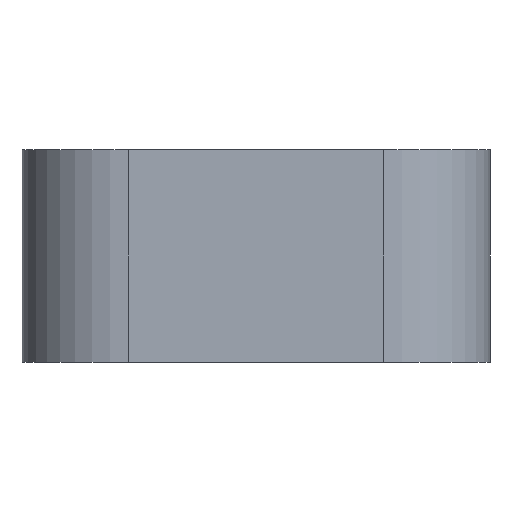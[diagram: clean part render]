
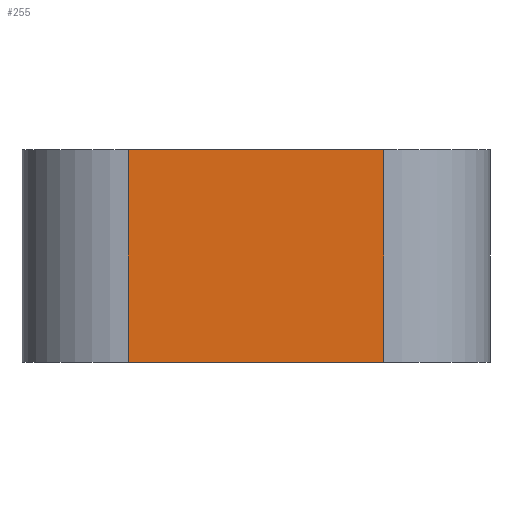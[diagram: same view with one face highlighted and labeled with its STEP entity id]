
A CAD part, front view. The second image highlights one B-rep face of the part: STEP entity #255.
In plain terms, the highlighted planar face has unit normal (0, -1, 0).
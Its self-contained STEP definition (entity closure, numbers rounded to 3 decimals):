
#37 = CARTESIAN_POINT ( 'NONE',  ( 5., 0., 10. ) ) ;
#90 = EDGE_CURVE ( 'NONE', #422, #779, #556, .T. ) ;
#94 = FACE_OUTER_BOUND ( 'NONE', #353, .T. ) ;
#129 = CARTESIAN_POINT ( 'NONE',  ( 5., 0., 10. ) ) ;
#207 = EDGE_CURVE ( 'NONE', #555, #779, #772, .T. ) ;
#209 = AXIS2_PLACEMENT_3D ( 'NONE', #229, #717, #367 ) ;
#221 = CARTESIAN_POINT ( 'NONE',  ( 5., 0., 0. ) ) ;
#229 = CARTESIAN_POINT ( 'NONE',  ( 5., 0., 10. ) ) ;
#238 = PLANE ( 'NONE',  #209 ) ;
#255 = ADVANCED_FACE ( 'NONE', ( #94 ), #238, .F. ) ;
#265 = CARTESIAN_POINT ( 'NONE',  ( 17., 0., 10. ) ) ;
#276 = DIRECTION ( 'NONE',  ( 0., 0., -1. ) ) ;
#277 = EDGE_CURVE ( 'NONE', #766, #422, #296, .T. ) ;
#295 = ORIENTED_EDGE ( 'NONE', *, *, #277, .F. ) ;
#296 = LINE ( 'NONE', #37, #447 ) ;
#302 = DIRECTION ( 'NONE',  ( 1., 0., 0. ) ) ;
#335 = CARTESIAN_POINT ( 'NONE',  ( 17., 0., 0. ) ) ;
#353 = EDGE_LOOP ( 'NONE', ( #699, #718, #295, #547 ) ) ;
#367 = DIRECTION ( 'NONE',  ( 0., 0., 1. ) ) ;
#380 = EDGE_CURVE ( 'NONE', #766, #555, #472, .T. ) ;
#422 = VERTEX_POINT ( 'NONE', #265 ) ;
#447 = VECTOR ( 'NONE', #642, 1000. ) ;
#472 = LINE ( 'NONE', #740, #771 ) ;
#547 = ORIENTED_EDGE ( 'NONE', *, *, #380, .T. ) ;
#555 = VERTEX_POINT ( 'NONE', #613 ) ;
#556 = LINE ( 'NONE', #638, #809 ) ;
#574 = VECTOR ( 'NONE', #302, 1000. ) ;
#613 = CARTESIAN_POINT ( 'NONE',  ( 5., 0., 0. ) ) ;
#638 = CARTESIAN_POINT ( 'NONE',  ( 17., 0., 10. ) ) ;
#642 = DIRECTION ( 'NONE',  ( 1., 0., 0. ) ) ;
#699 = ORIENTED_EDGE ( 'NONE', *, *, #207, .T. ) ;
#717 = DIRECTION ( 'NONE',  ( 0., 1., 0. ) ) ;
#718 = ORIENTED_EDGE ( 'NONE', *, *, #90, .F. ) ;
#738 = DIRECTION ( 'NONE',  ( 0., 0., -1. ) ) ;
#740 = CARTESIAN_POINT ( 'NONE',  ( 5., 0., 10. ) ) ;
#766 = VERTEX_POINT ( 'NONE', #129 ) ;
#771 = VECTOR ( 'NONE', #738, 1000. ) ;
#772 = LINE ( 'NONE', #221, #574 ) ;
#779 = VERTEX_POINT ( 'NONE', #335 ) ;
#809 = VECTOR ( 'NONE', #276, 1000. ) ;
